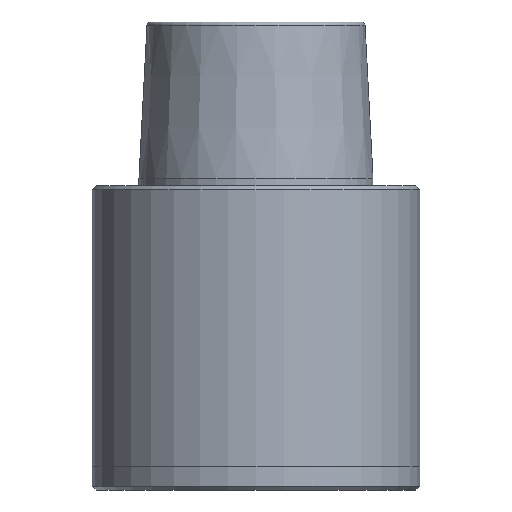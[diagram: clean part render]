
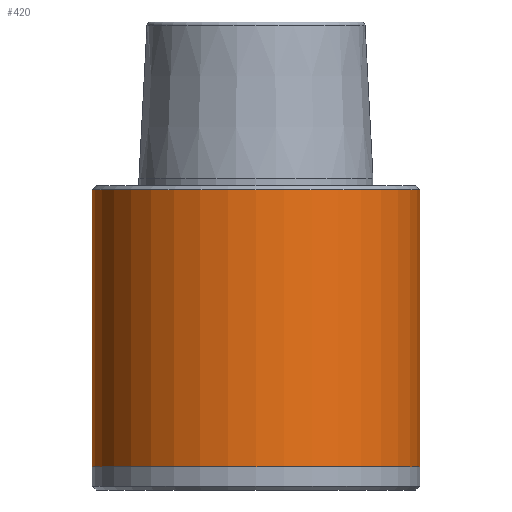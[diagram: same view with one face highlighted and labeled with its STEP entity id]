
A CAD part, front view. The second image highlights one B-rep face of the part: STEP entity #420.
In plain terms, the highlighted cylindrical face has radius 21 mm (diameter 42 mm), a partial arc.
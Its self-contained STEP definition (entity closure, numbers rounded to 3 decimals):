
#71 = AXIS2_PLACEMENT_3D ( 'NONE', #1261, #607, #1368 ) ;
#99 = CARTESIAN_POINT ( 'NONE',  ( 21., 0., -40. ) ) ;
#100 = CARTESIAN_POINT ( 'NONE',  ( 0., 0., -1.5 ) ) ;
#134 = CARTESIAN_POINT ( 'NONE',  ( 21., 0., -1.5 ) ) ;
#150 = CARTESIAN_POINT ( 'NONE',  ( -21., 0., -37. ) ) ;
#157 = DIRECTION ( 'NONE',  ( 0., 0., 1. ) ) ;
#186 = EDGE_CURVE ( 'NONE', #953, #781, #789, .T. ) ;
#223 = DIRECTION ( 'NONE',  ( -1., 0., 0. ) ) ;
#247 = ORIENTED_EDGE ( 'NONE', *, *, #186, .T. ) ;
#281 = ORIENTED_EDGE ( 'NONE', *, *, #340, .F. ) ;
#295 = VERTEX_POINT ( 'NONE', #1132 ) ;
#340 = EDGE_CURVE ( 'NONE', #888, #295, #1297, .T. ) ;
#370 = VECTOR ( 'NONE', #157, 1000. ) ;
#420 = ADVANCED_FACE ( 'NONE', ( #908 ), #1084, .T. ) ;
#505 = CIRCLE ( 'NONE', #71, 21. ) ;
#552 = ORIENTED_EDGE ( 'NONE', *, *, #828, .T. ) ;
#607 = DIRECTION ( 'NONE',  ( 0., 0., 1. ) ) ;
#679 = EDGE_LOOP ( 'NONE', ( #281, #552, #247, #1106 ) ) ;
#729 = CARTESIAN_POINT ( 'NONE',  ( -21., 0., -40. ) ) ;
#757 = EDGE_CURVE ( 'NONE', #781, #295, #843, .T. ) ;
#781 = VERTEX_POINT ( 'NONE', #134 ) ;
#789 = LINE ( 'NONE', #99, #862 ) ;
#797 = DIRECTION ( 'NONE',  ( 1., 0., 0. ) ) ;
#828 = EDGE_CURVE ( 'NONE', #888, #953, #505, .T. ) ;
#843 = CIRCLE ( 'NONE', #1303, 21. ) ;
#862 = VECTOR ( 'NONE', #1126, 1000. ) ;
#888 = VERTEX_POINT ( 'NONE', #150 ) ;
#905 = DIRECTION ( 'NONE',  ( 0., 0., -1. ) ) ;
#908 = FACE_OUTER_BOUND ( 'NONE', #679, .T. ) ;
#913 = CARTESIAN_POINT ( 'NONE',  ( 0., 0., -40. ) ) ;
#953 = VERTEX_POINT ( 'NONE', #1283 ) ;
#1044 = AXIS2_PLACEMENT_3D ( 'NONE', #913, #1135, #797 ) ;
#1084 = CYLINDRICAL_SURFACE ( 'NONE', #1044, 21. ) ;
#1106 = ORIENTED_EDGE ( 'NONE', *, *, #757, .T. ) ;
#1126 = DIRECTION ( 'NONE',  ( 0., 0., 1. ) ) ;
#1132 = CARTESIAN_POINT ( 'NONE',  ( -21., 0., -1.5 ) ) ;
#1135 = DIRECTION ( 'NONE',  ( 0., 0., 1. ) ) ;
#1261 = CARTESIAN_POINT ( 'NONE',  ( 0., 0., -37. ) ) ;
#1283 = CARTESIAN_POINT ( 'NONE',  ( 21., 0., -37. ) ) ;
#1297 = LINE ( 'NONE', #729, #370 ) ;
#1303 = AXIS2_PLACEMENT_3D ( 'NONE', #100, #905, #223 ) ;
#1368 = DIRECTION ( 'NONE',  ( 1., 0., 0. ) ) ;
